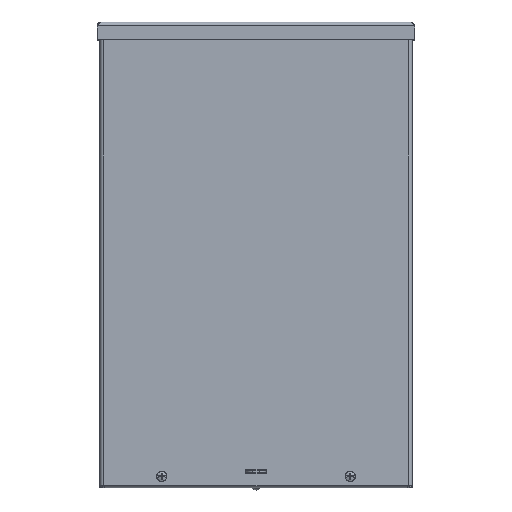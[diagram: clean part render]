
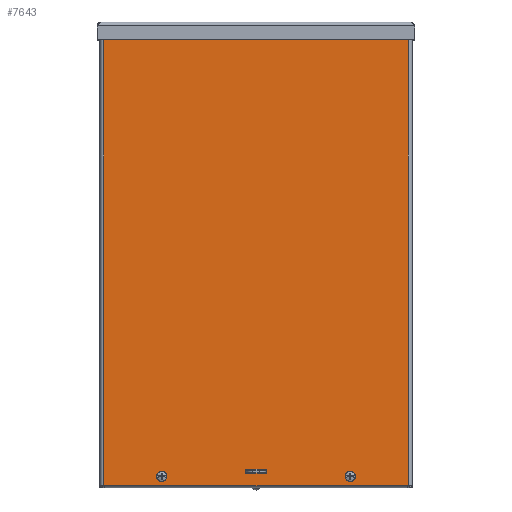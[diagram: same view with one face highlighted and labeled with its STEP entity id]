
A CAD part, top view. The second image highlights one B-rep face of the part: STEP entity #7643.
In plain terms, the highlighted face is planar.
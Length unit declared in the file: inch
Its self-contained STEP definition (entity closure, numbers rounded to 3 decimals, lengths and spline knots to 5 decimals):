
#28 = DIRECTION ( 'NONE',  ( 1., 0., 0. ) ) ;
#138 = CARTESIAN_POINT ( 'NONE',  ( 6.059, -8.9375, 0. ) ) ;
#146 = EDGE_CURVE ( 'NONE', #9560, #9560, #5438, .T. ) ;
#156 = DIRECTION ( 'NONE',  ( 0., 0., 1. ) ) ;
#188 = CIRCLE ( 'NONE', #2445, 0.125 ) ;
#203 = EDGE_CURVE ( 'NONE', #2741, #5605, #1097, .T. ) ;
#344 = VERTEX_POINT ( 'NONE', #3701 ) ;
#403 = DIRECTION ( 'NONE',  ( 0., 1., 0. ) ) ;
#454 = FACE_BOUND ( 'NONE', #4174, .T. ) ;
#535 = DIRECTION ( 'NONE',  ( 0., 0., -1. ) ) ;
#606 = VERTEX_POINT ( 'NONE', #8650 ) ;
#642 = EDGE_CURVE ( 'NONE', #2706, #606, #5796, .T. ) ;
#697 = CIRCLE ( 'NONE', #1185, 0.03125 ) ;
#747 = CARTESIAN_POINT ( 'NONE',  ( 3.78125, -8.57813, 0. ) ) ;
#795 = ORIENTED_EDGE ( 'NONE', *, *, #2255, .T. ) ;
#801 = LINE ( 'NONE', #5051, #4294 ) ;
#803 = CARTESIAN_POINT ( 'NONE',  ( -6.059, 8.9375, 0. ) ) ;
#884 = AXIS2_PLACEMENT_3D ( 'NONE', #7930, #2631, #1062 ) ;
#932 = FACE_BOUND ( 'NONE', #9157, .T. ) ;
#958 = CARTESIAN_POINT ( 'NONE',  ( -3.53125, -8.57813, 0. ) ) ;
#1062 = DIRECTION ( 'NONE',  ( -0.707, 0.707, 0. ) ) ;
#1086 = EDGE_CURVE ( 'NONE', #4600, #4600, #2639, .T. ) ;
#1097 = CIRCLE ( 'NONE', #4392, 0.03125 ) ;
#1151 = DIRECTION ( 'NONE',  ( 1., 0., 0. ) ) ;
#1173 = ORIENTED_EDGE ( 'NONE', *, *, #5146, .T. ) ;
#1185 = AXIS2_PLACEMENT_3D ( 'NONE', #8343, #535, #5095 ) ;
#1214 = ORIENTED_EDGE ( 'NONE', *, *, #3741, .T. ) ;
#1402 = LINE ( 'NONE', #138, #9368 ) ;
#1475 = CARTESIAN_POINT ( 'NONE',  ( -0.21094, 8.3055, 0. ) ) ;
#1547 = ORIENTED_EDGE ( 'NONE', *, *, #642, .F. ) ;
#1704 = EDGE_LOOP ( 'NONE', ( #8719 ) ) ;
#1719 = VERTEX_POINT ( 'NONE', #5533 ) ;
#1750 = ORIENTED_EDGE ( 'NONE', *, *, #1913, .T. ) ;
#1886 = FACE_OUTER_BOUND ( 'NONE', #9712, .T. ) ;
#1913 = EDGE_CURVE ( 'NONE', #6289, #9945, #3615, .T. ) ;
#2033 = DIRECTION ( 'NONE',  ( 0., -1., 0. ) ) ;
#2081 = EDGE_CURVE ( 'NONE', #344, #8950, #697, .T. ) ;
#2255 = EDGE_CURVE ( 'NONE', #344, #606, #5267, .T. ) ;
#2370 = CARTESIAN_POINT ( 'NONE',  ( 5.90625, 4.46875, 0. ) ) ;
#2402 = CARTESIAN_POINT ( 'NONE',  ( 0.39063, 8.4305, 0. ) ) ;
#2445 = AXIS2_PLACEMENT_3D ( 'NONE', #9460, #3258, #4025 ) ;
#2504 = ORIENTED_EDGE ( 'NONE', *, *, #8244, .T. ) ;
#2561 = AXIS2_PLACEMENT_3D ( 'NONE', #6517, #8012, #3344 ) ;
#2603 = CIRCLE ( 'NONE', #5658, 0.125 ) ;
#2631 = DIRECTION ( 'NONE',  ( 0., 0., -1. ) ) ;
#2639 = CIRCLE ( 'NONE', #8481, 0.125 ) ;
#2706 = VERTEX_POINT ( 'NONE', #5478 ) ;
#2741 = VERTEX_POINT ( 'NONE', #6347 ) ;
#2873 = DIRECTION ( 'NONE',  ( 0., -1., 0. ) ) ;
#2929 = LINE ( 'NONE', #1475, #3302 ) ;
#3093 = DIRECTION ( 'NONE',  ( 1., 0., 0. ) ) ;
#3155 = CARTESIAN_POINT ( 'NONE',  ( 0.39063, 8.3055, 0. ) ) ;
#3258 = DIRECTION ( 'NONE',  ( 0., 0., 1. ) ) ;
#3302 = VECTOR ( 'NONE', #5339, 39.37008 ) ;
#3320 = DIRECTION ( 'NONE',  ( 0., 0., -1. ) ) ;
#3344 = DIRECTION ( 'NONE',  ( 1., 0., 0. ) ) ;
#3466 = CARTESIAN_POINT ( 'NONE',  ( -0.39063, 8.33675, 0. ) ) ;
#3497 = EDGE_CURVE ( 'NONE', #8877, #6289, #1402, .T. ) ;
#3535 = ORIENTED_EDGE ( 'NONE', *, *, #7228, .F. ) ;
#3584 = VECTOR ( 'NONE', #8962, 39.37008 ) ;
#3615 = LINE ( 'NONE', #6512, #5648 ) ;
#3693 = LINE ( 'NONE', #803, #5485 ) ;
#3701 = CARTESIAN_POINT ( 'NONE',  ( 0.42187, 8.33675, 0. ) ) ;
#3741 = EDGE_CURVE ( 'NONE', #2706, #8613, #8886, .T. ) ;
#3822 = FACE_BOUND ( 'NONE', #1704, .T. ) ;
#3991 = DIRECTION ( 'NONE',  ( 0., 0., 1. ) ) ;
#4025 = DIRECTION ( 'NONE',  ( 1., 0., 0. ) ) ;
#4092 = DIRECTION ( 'NONE',  ( 0.707, 0.707, 0. ) ) ;
#4094 = EDGE_CURVE ( 'NONE', #9316, #9316, #188, .T. ) ;
#4169 = CARTESIAN_POINT ( 'NONE',  ( -5.90625, -8.9375, 0. ) ) ;
#4174 = EDGE_LOOP ( 'NONE', ( #8750 ) ) ;
#4233 = PLANE ( 'NONE',  #2561 ) ;
#4294 = VECTOR ( 'NONE', #2033, 39.37008 ) ;
#4392 = AXIS2_PLACEMENT_3D ( 'NONE', #3466, #4992, #8143 ) ;
#4510 = CARTESIAN_POINT ( 'NONE',  ( -5.90625, 8.9375, 0. ) ) ;
#4600 = VERTEX_POINT ( 'NONE', #958 ) ;
#4615 = VECTOR ( 'NONE', #2873, 39.37008 ) ;
#4696 = ORIENTED_EDGE ( 'NONE', *, *, #203, .F. ) ;
#4748 = VERTEX_POINT ( 'NONE', #4835 ) ;
#4773 = ORIENTED_EDGE ( 'NONE', *, *, #7432, .T. ) ;
#4778 = FACE_BOUND ( 'NONE', #8050, .T. ) ;
#4835 = CARTESIAN_POINT ( 'NONE',  ( -0.42188, 8.4305, 0. ) ) ;
#4896 = ORIENTED_EDGE ( 'NONE', *, *, #2081, .F. ) ;
#4992 = DIRECTION ( 'NONE',  ( 0., 0., -1. ) ) ;
#5051 = CARTESIAN_POINT ( 'NONE',  ( -0.42188, 4.23088, 0. ) ) ;
#5094 = CARTESIAN_POINT ( 'NONE',  ( -0.39063, 8.46175, 0. ) ) ;
#5095 = DIRECTION ( 'NONE',  ( 0.707, -0.707, 0. ) ) ;
#5146 = EDGE_CURVE ( 'NONE', #2741, #8950, #2929, .T. ) ;
#5267 = LINE ( 'NONE', #7728, #6843 ) ;
#5339 = DIRECTION ( 'NONE',  ( 1., 0., 0. ) ) ;
#5438 = CIRCLE ( 'NONE', #8080, 0.125 ) ;
#5478 = CARTESIAN_POINT ( 'NONE',  ( 0.39063, 8.46175, 0. ) ) ;
#5485 = VECTOR ( 'NONE', #3093, 39.37008 ) ;
#5491 = AXIS2_PLACEMENT_3D ( 'NONE', #2402, #3320, #4092 ) ;
#5520 = DIRECTION ( 'NONE',  ( -1., 0., 0. ) ) ;
#5533 = CARTESIAN_POINT ( 'NONE',  ( 3.78125, 8.57813, 0. ) ) ;
#5605 = VERTEX_POINT ( 'NONE', #6886 ) ;
#5648 = VECTOR ( 'NONE', #403, 39.37008 ) ;
#5658 = AXIS2_PLACEMENT_3D ( 'NONE', #7849, #9401, #28 ) ;
#5708 = ORIENTED_EDGE ( 'NONE', *, *, #8931, .T. ) ;
#5733 = CIRCLE ( 'NONE', #884, 0.03125 ) ;
#5796 = CIRCLE ( 'NONE', #5491, 0.03125 ) ;
#6289 = VERTEX_POINT ( 'NONE', #4169 ) ;
#6328 = DIRECTION ( 'NONE',  ( 1., 0., 0. ) ) ;
#6347 = CARTESIAN_POINT ( 'NONE',  ( -0.39063, 8.3055, 0. ) ) ;
#6512 = CARTESIAN_POINT ( 'NONE',  ( -5.90625, -4.46875, 0. ) ) ;
#6517 = CARTESIAN_POINT ( 'NONE',  ( 0., 0., 0. ) ) ;
#6661 = EDGE_CURVE ( 'NONE', #1719, #1719, #2603, .T. ) ;
#6744 = ORIENTED_EDGE ( 'NONE', *, *, #4094, .T. ) ;
#6809 = EDGE_LOOP ( 'NONE', ( #9584 ) ) ;
#6843 = VECTOR ( 'NONE', #9128, 39.37008 ) ;
#6886 = CARTESIAN_POINT ( 'NONE',  ( -0.42188, 8.33675, 0. ) ) ;
#7035 = CARTESIAN_POINT ( 'NONE',  ( -3.65625, -8.57813, 0. ) ) ;
#7228 = EDGE_CURVE ( 'NONE', #4748, #8613, #5733, .T. ) ;
#7432 = EDGE_CURVE ( 'NONE', #4748, #5605, #801, .T. ) ;
#7643 = ADVANCED_FACE ( 'NONE', ( #1886, #932, #9745, #4778, #454, #3822 ), #4233, .F. ) ;
#7728 = CARTESIAN_POINT ( 'NONE',  ( 0.42188, 4.15275, 0. ) ) ;
#7849 = CARTESIAN_POINT ( 'NONE',  ( 3.65625, 8.57813, 0. ) ) ;
#7930 = CARTESIAN_POINT ( 'NONE',  ( -0.39063, 8.4305, 0. ) ) ;
#8012 = DIRECTION ( 'NONE',  ( 0., 0., 1. ) ) ;
#8050 = EDGE_LOOP ( 'NONE', ( #795, #1547, #1214, #3535, #4773, #4696, #1173, #4896 ) ) ;
#8080 = AXIS2_PLACEMENT_3D ( 'NONE', #9393, #156, #1151 ) ;
#8143 = DIRECTION ( 'NONE',  ( -0.707, -0.707, 0. ) ) ;
#8244 = EDGE_CURVE ( 'NONE', #9945, #8393, #3693, .T. ) ;
#8343 = CARTESIAN_POINT ( 'NONE',  ( 0.39063, 8.33675, 0. ) ) ;
#8370 = LINE ( 'NONE', #2370, #4615 ) ;
#8393 = VERTEX_POINT ( 'NONE', #9370 ) ;
#8481 = AXIS2_PLACEMENT_3D ( 'NONE', #7035, #3991, #6328 ) ;
#8613 = VERTEX_POINT ( 'NONE', #5094 ) ;
#8650 = CARTESIAN_POINT ( 'NONE',  ( 0.42187, 8.4305, 0. ) ) ;
#8719 = ORIENTED_EDGE ( 'NONE', *, *, #146, .T. ) ;
#8750 = ORIENTED_EDGE ( 'NONE', *, *, #6661, .T. ) ;
#8757 = CARTESIAN_POINT ( 'NONE',  ( 0.21094, 8.46175, 0. ) ) ;
#8771 = ORIENTED_EDGE ( 'NONE', *, *, #3497, .T. ) ;
#8877 = VERTEX_POINT ( 'NONE', #9809 ) ;
#8886 = LINE ( 'NONE', #8757, #3584 ) ;
#8931 = EDGE_CURVE ( 'NONE', #8393, #8877, #8370, .T. ) ;
#8950 = VERTEX_POINT ( 'NONE', #3155 ) ;
#8962 = DIRECTION ( 'NONE',  ( -1., 0., 0. ) ) ;
#9128 = DIRECTION ( 'NONE',  ( 0., 1., 0. ) ) ;
#9157 = EDGE_LOOP ( 'NONE', ( #6744 ) ) ;
#9316 = VERTEX_POINT ( 'NONE', #9421 ) ;
#9368 = VECTOR ( 'NONE', #5520, 39.37008 ) ;
#9370 = CARTESIAN_POINT ( 'NONE',  ( 5.90625, 8.9375, 0. ) ) ;
#9393 = CARTESIAN_POINT ( 'NONE',  ( 3.65625, -8.57813, 0. ) ) ;
#9401 = DIRECTION ( 'NONE',  ( 0., 0., 1. ) ) ;
#9421 = CARTESIAN_POINT ( 'NONE',  ( -3.53125, 8.57813, 0. ) ) ;
#9460 = CARTESIAN_POINT ( 'NONE',  ( -3.65625, 8.57813, 0. ) ) ;
#9560 = VERTEX_POINT ( 'NONE', #747 ) ;
#9584 = ORIENTED_EDGE ( 'NONE', *, *, #1086, .T. ) ;
#9712 = EDGE_LOOP ( 'NONE', ( #5708, #8771, #1750, #2504 ) ) ;
#9745 = FACE_BOUND ( 'NONE', #6809, .T. ) ;
#9809 = CARTESIAN_POINT ( 'NONE',  ( 5.90625, -8.9375, 0. ) ) ;
#9945 = VERTEX_POINT ( 'NONE', #4510 ) ;
